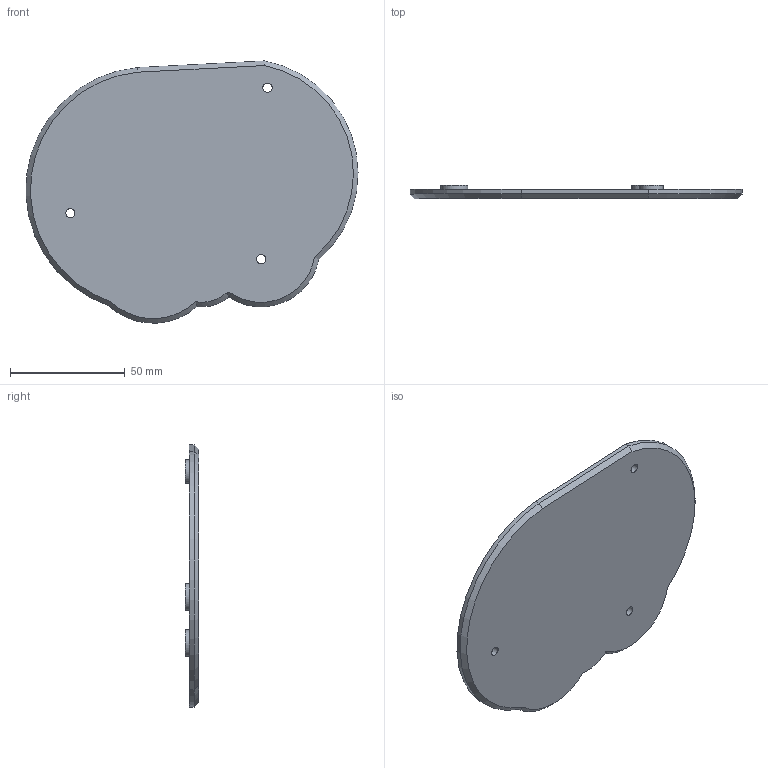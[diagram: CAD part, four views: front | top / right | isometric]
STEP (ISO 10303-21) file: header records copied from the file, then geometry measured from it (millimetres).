
FILE_DESCRIPTION(/* description */ ('STEP AP242','CAx-IF Rec.Pracs.---Representation and Presentation of Product Manufacturing Information (PMI)---4.0---2014-10-13','CAx-IF Rec.Pracs.---3D Tessellated Geometry---0.4---2014-09-14','2;1'),/* implementation_level */ '2;1');
FILE_NAME(/* name */ '3D Printed Parts - Bottom Case Lid',/* time_stamp */ '2024-09-27T18:16:09Z',/* author */ (''),/* organization */ (''),/* preprocessor_version */ 'ST-DEVELOPER v20',/* originating_system */ ' ',/* authorisation */ ' ');
FILE_SCHEMA (('AP242_MANAGED_MODEL_BASED_3D_ENGINEERING_MIM_LF { 1 0 10303 442 1 1 4 }'));
Length unit declared in the file: metre
Products named in the file (1): Bottom Case Lid
Bounding box: 144.61 x 5.8 x 114.17 mm (x, y, z)
Volume: 51872.7 mm3; surface area: 27863.5 mm2
Topology: 1 solids, 1 shells, 31 faces, 65 edges, 42 vertices
Faces by surface type: cylinder 15, plane 10, cone 6
Full cylindrical faces by diameter (mm): 4 x3, 7.7 x3, 10.2 x1, 11.7 x2
Entity records: 812 total; most frequent: DIRECTION 146, CARTESIAN_POINT 145, ORIENTED_EDGE 106, AXIS2_PLACEMENT_3D 68, EDGE_CURVE 53, EDGE_LOOP 52, FACE_BOUND 52, VERTEX_POINT 39
